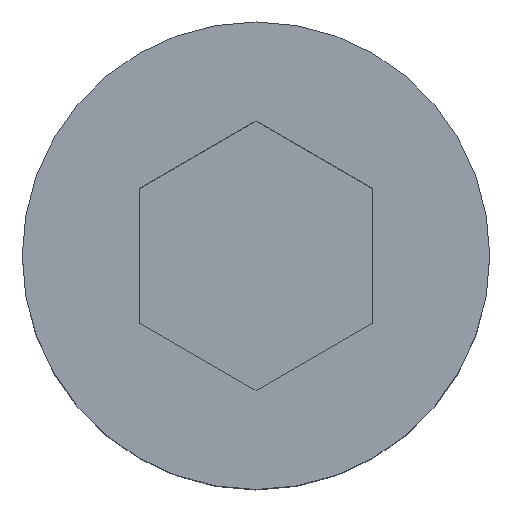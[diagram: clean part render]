
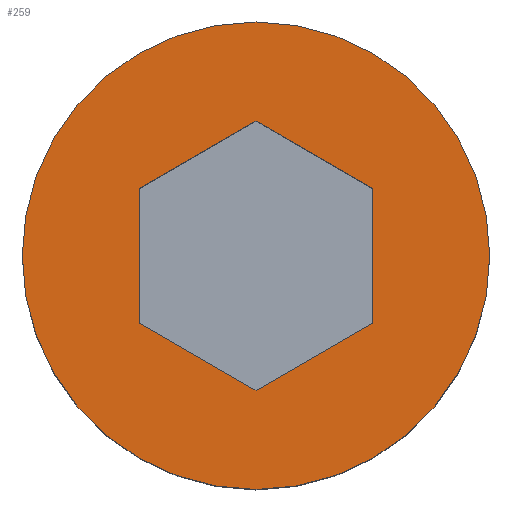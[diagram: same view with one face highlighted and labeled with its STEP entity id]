
A CAD part, top view. The second image highlights one B-rep face of the part: STEP entity #259.
In plain terms, the highlighted planar face has unit normal (0, 0, 1).
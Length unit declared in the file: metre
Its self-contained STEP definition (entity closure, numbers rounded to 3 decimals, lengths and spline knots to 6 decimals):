
#6 = CARTESIAN_POINT('NONE', (0.003975, 0, 0.004826));
#7 = VERTEX_POINT('NONE', #6);
#12 = CARTESIAN_POINT('NONE', (0.001984, 0.001146, 0.004826));
#13 = VERTEX_POINT('NONE', #12);
#14 = CARTESIAN_POINT('NONE', (0.001984, 0, 0.004826));
#15 = VERTEX_POINT('NONE', #14);
#18 = CARTESIAN_POINT('NONE', (0., 0.002291, 0.004826));
#19 = VERTEX_POINT('NONE', #18);
#22 = CARTESIAN_POINT('NONE', (-0.001984, 0.001146, 0.004826));
#23 = VERTEX_POINT('NONE', #22);
#26 = CARTESIAN_POINT('NONE', (-0.001984, -0.001146, 0.004826));
#27 = VERTEX_POINT('NONE', #26);
#30 = CARTESIAN_POINT('NONE', (0., -0.002291, 0.004826));
#31 = VERTEX_POINT('NONE', #30);
#34 = CARTESIAN_POINT('NONE', (0.001984, -0.001146, 0.004826));
#35 = VERTEX_POINT('NONE', #34);
#49 = DIRECTION('NONE', (1, 0, -0));
#50 = DIRECTION('NONE', (0, 0, 1));
#51 = CARTESIAN_POINT('NONE', (-0, -0, 0.004826));
#52 = AXIS2_PLACEMENT_3D('NONE', #51, #50, #49);
#53 = CIRCLE('NONE', #52, 0.003975);
#62 = DIRECTION('NONE', (0., 1, 0));
#63 = VECTOR('NONE', #62, 1);
#64 = CARTESIAN_POINT('NONE', (0.001984, 0, 0.004826));
#65 = LINE('NONE', #64, #63);
#78 = DIRECTION('NONE', (-0.866, 0.5, 0));
#79 = VECTOR('NONE', #78, 1);
#80 = CARTESIAN_POINT('NONE', (0.001984, 0.001146, 0.004826));
#81 = LINE('NONE', #80, #79);
#90 = DIRECTION('NONE', (-0.866, -0.5, 0));
#91 = VECTOR('NONE', #90, 1);
#92 = CARTESIAN_POINT('NONE', (0., 0.002291, 0.004826));
#93 = LINE('NONE', #92, #91);
#102 = DIRECTION('NONE', (0., -1, 0));
#103 = VECTOR('NONE', #102, 1);
#104 = CARTESIAN_POINT('NONE', (-0.001984, 0.001146, 0.004826));
#105 = LINE('NONE', #104, #103);
#114 = DIRECTION('NONE', (0.866, -0.5, 0));
#115 = VECTOR('NONE', #114, 1);
#116 = CARTESIAN_POINT('NONE', (-0.001984, -0.001146, 0.004826));
#117 = LINE('NONE', #116, #115);
#126 = DIRECTION('NONE', (0.866, 0.5, 0));
#127 = VECTOR('NONE', #126, 1);
#128 = CARTESIAN_POINT('NONE', (0., -0.002291, 0.004826));
#129 = LINE('NONE', #128, #127);
#134 = DIRECTION('NONE', (0, 1, 0));
#135 = VECTOR('NONE', #134, 1);
#136 = CARTESIAN_POINT('NONE', (0.001984, -0.001146, 0.004826));
#137 = LINE('NONE', #136, #135);
#154 = EDGE_CURVE('NONE', #7, #7, #53, .T.);
#157 = EDGE_CURVE('NONE', #15, #13, #65, .T.);
#161 = EDGE_CURVE('NONE', #13, #19, #81, .T.);
#164 = EDGE_CURVE('NONE', #19, #23, #93, .T.);
#167 = EDGE_CURVE('NONE', #23, #27, #105, .T.);
#170 = EDGE_CURVE('NONE', #27, #31, #117, .T.);
#173 = EDGE_CURVE('NONE', #31, #35, #129, .T.);
#175 = EDGE_CURVE('NONE', #35, #15, #137, .T.);
#188 = CARTESIAN_POINT('NONE', (0, 0, 0.004826));
#189 = DIRECTION('NONE', (0, 0, 1));
#190 = AXIS2_PLACEMENT_3D('NONE', #188, #189, $);
#191 = PLANE('NONE', #190);
#247 = ORIENTED_EDGE('NONE', *, *, #154, .T.);
#248 = ORIENTED_EDGE('NONE', *, *, #175, .F.);
#249 = ORIENTED_EDGE('NONE', *, *, #173, .F.);
#250 = ORIENTED_EDGE('NONE', *, *, #170, .F.);
#251 = ORIENTED_EDGE('NONE', *, *, #167, .F.);
#252 = ORIENTED_EDGE('NONE', *, *, #164, .F.);
#253 = ORIENTED_EDGE('NONE', *, *, #161, .F.);
#254 = ORIENTED_EDGE('NONE', *, *, #157, .F.);
#255 = EDGE_LOOP('NONE', (#247));
#256 = FACE_BOUND('NONE', #255, .T.);
#257 = EDGE_LOOP('NONE', (#248, #249, #250, #251, #252, #253, #254));
#258 = FACE_BOUND('NONE', #257, .T.);
#259 = ADVANCED_FACE('NONE', (#256, #258), #191, .T.);
